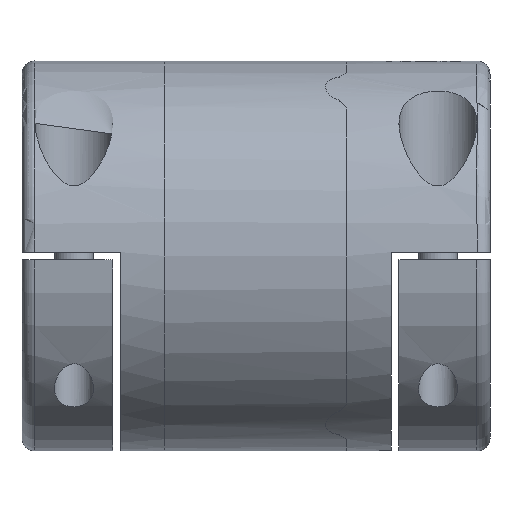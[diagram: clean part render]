
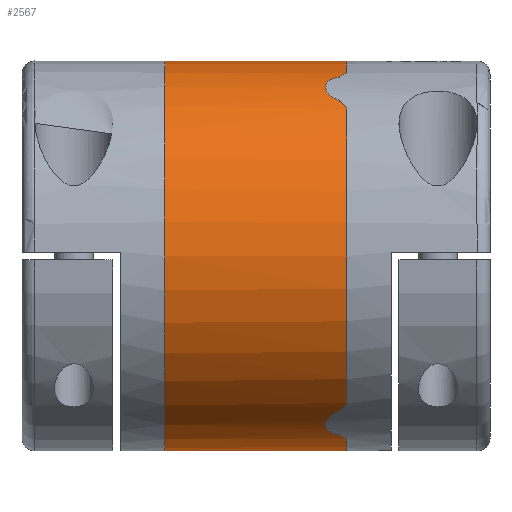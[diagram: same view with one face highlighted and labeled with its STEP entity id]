
A CAD part, front view. The second image highlights one B-rep face of the part: STEP entity #2567.
In plain terms, the highlighted cylindrical face has radius 15 mm (diameter 30 mm), a full revolution.
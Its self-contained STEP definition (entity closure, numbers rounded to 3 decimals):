
#49=ELLIPSE('',#2806,18.312,15.);
#50=ELLIPSE('',#2808,18.312,15.);
#51=ELLIPSE('',#2809,18.312,15.);
#52=ELLIPSE('',#2811,18.312,15.);
#53=ELLIPSE('',#2812,18.312,15.);
#54=ELLIPSE('',#2814,18.312,15.);
#55=ELLIPSE('',#2815,18.312,15.);
#56=ELLIPSE('',#2817,18.312,15.);
#211=CIRCLE('',#2807,15.);
#212=CIRCLE('',#2810,15.);
#213=CIRCLE('',#2813,15.);
#214=CIRCLE('',#2816,15.);
#888=ORIENTED_EDGE('',*,*,#1489,.T.);
#889=ORIENTED_EDGE('',*,*,#1490,.T.);
#890=ORIENTED_EDGE('',*,*,#1491,.T.);
#891=ORIENTED_EDGE('',*,*,#1492,.T.);
#892=ORIENTED_EDGE('',*,*,#1493,.T.);
#893=ORIENTED_EDGE('',*,*,#1494,.T.);
#894=ORIENTED_EDGE('',*,*,#1495,.T.);
#895=ORIENTED_EDGE('',*,*,#1496,.T.);
#896=ORIENTED_EDGE('',*,*,#1497,.T.);
#897=ORIENTED_EDGE('',*,*,#1498,.T.);
#898=ORIENTED_EDGE('',*,*,#1499,.F.);
#899=ORIENTED_EDGE('',*,*,#1500,.T.);
#900=ORIENTED_EDGE('',*,*,#1501,.T.);
#901=ORIENTED_EDGE('',*,*,#1502,.T.);
#902=ORIENTED_EDGE('',*,*,#1503,.F.);
#903=ORIENTED_EDGE('',*,*,#1504,.T.);
#1489=EDGE_CURVE('',#1813,#1814,#49,.F.);
#1490=EDGE_CURVE('',#1814,#1815,#211,.T.);
#1491=EDGE_CURVE('',#1815,#1816,#50,.F.);
#1492=EDGE_CURVE('',#1816,#1817,#1996,.T.);
#1493=EDGE_CURVE('',#1817,#1818,#51,.F.);
#1494=EDGE_CURVE('',#1818,#1819,#212,.T.);
#1495=EDGE_CURVE('',#1819,#1820,#52,.F.);
#1496=EDGE_CURVE('',#1820,#1813,#1997,.T.);
#1497=EDGE_CURVE('',#1821,#1822,#1998,.T.);
#1498=EDGE_CURVE('',#1822,#1823,#53,.F.);
#1499=EDGE_CURVE('',#1824,#1823,#213,.T.);
#1500=EDGE_CURVE('',#1824,#1825,#54,.F.);
#1501=EDGE_CURVE('',#1825,#1826,#1999,.T.);
#1502=EDGE_CURVE('',#1826,#1827,#55,.F.);
#1503=EDGE_CURVE('',#1828,#1827,#214,.T.);
#1504=EDGE_CURVE('',#1828,#1821,#56,.F.);
#1813=VERTEX_POINT('',#4102);
#1814=VERTEX_POINT('',#4103);
#1815=VERTEX_POINT('',#4105);
#1816=VERTEX_POINT('',#4107);
#1817=VERTEX_POINT('',#4115);
#1818=VERTEX_POINT('',#4117);
#1819=VERTEX_POINT('',#4119);
#1820=VERTEX_POINT('',#4121);
#1821=VERTEX_POINT('',#4136);
#1822=VERTEX_POINT('',#4137);
#1823=VERTEX_POINT('',#4139);
#1824=VERTEX_POINT('',#4141);
#1825=VERTEX_POINT('',#4143);
#1826=VERTEX_POINT('',#4151);
#1827=VERTEX_POINT('',#4153);
#1828=VERTEX_POINT('',#4155);
#1996=B_SPLINE_CURVE_WITH_KNOTS('',3,(#4108,#4109,#4110,#4111,#4112,#4113,
#4114),.UNSPECIFIED.,.F.,.F.,(4,1,1,1,4),(0.,0.001,
0.002,0.003,0.004),
 .UNSPECIFIED.);
#1997=B_SPLINE_CURVE_WITH_KNOTS('',3,(#4122,#4123,#4124,#4125,#4126,#4127,
#4128),.UNSPECIFIED.,.F.,.F.,(4,1,1,1,4),(0.,0.001,
0.002,0.003,0.004),
 .UNSPECIFIED.);
#1998=B_SPLINE_CURVE_WITH_KNOTS('',3,(#4129,#4130,#4131,#4132,#4133,#4134,
#4135),.UNSPECIFIED.,.F.,.F.,(4,1,1,1,4),(0.,0.001,0.002,
0.003,0.004),.UNSPECIFIED.);
#1999=B_SPLINE_CURVE_WITH_KNOTS('',3,(#4144,#4145,#4146,#4147,#4148,#4149,
#4150),.UNSPECIFIED.,.F.,.F.,(4,1,1,1,4),(0.,0.001,0.002,
0.003,0.004),.UNSPECIFIED.);
#2098=EDGE_LOOP('',(#888,#889,#890,#891,#892,#893,#894,#895));
#2099=EDGE_LOOP('',(#896,#897,#898,#899,#900,#901,#902,#903));
#2324=FACE_BOUND('',#2098,.T.);
#2325=FACE_BOUND('',#2099,.T.);
#2485=CYLINDRICAL_SURFACE('',#2805,15.);
#2567=ADVANCED_FACE('',(#2324,#2325),#2485,.T.);
#2805=AXIS2_PLACEMENT_3D('',#4100,#3234,#3235);
#2806=AXIS2_PLACEMENT_3D('',#4101,#3236,#3237);
#2807=AXIS2_PLACEMENT_3D('',#4104,#3238,#3239);
#2808=AXIS2_PLACEMENT_3D('',#4106,#3240,#3241);
#2809=AXIS2_PLACEMENT_3D('',#4116,#3242,#3243);
#2810=AXIS2_PLACEMENT_3D('',#4118,#3244,#3245);
#2811=AXIS2_PLACEMENT_3D('',#4120,#3246,#3247);
#2812=AXIS2_PLACEMENT_3D('',#4138,#3248,#3249);
#2813=AXIS2_PLACEMENT_3D('',#4140,#3250,#3251);
#2814=AXIS2_PLACEMENT_3D('',#4142,#3252,#3253);
#2815=AXIS2_PLACEMENT_3D('',#4152,#3254,#3255);
#2816=AXIS2_PLACEMENT_3D('',#4154,#3256,#3257);
#2817=AXIS2_PLACEMENT_3D('',#4156,#3258,#3259);
#3234=DIRECTION('',(1.,0.,0.));
#3235=DIRECTION('',(0.,0.,-1.));
#3236=DIRECTION('',(-0.819,-0.574,0.));
#3237=DIRECTION('',(0.574,-0.819,0.));
#3238=DIRECTION('',(1.,0.,0.));
#3239=DIRECTION('',(0.,0.,-1.));
#3240=DIRECTION('',(-0.819,-0.574,0.));
#3241=DIRECTION('',(0.574,-0.819,0.));
#3242=DIRECTION('',(-0.819,0.574,0.));
#3243=DIRECTION('',(0.574,0.819,0.));
#3244=DIRECTION('',(1.,0.,0.));
#3245=DIRECTION('',(0.,0.,-1.));
#3246=DIRECTION('',(-0.819,0.574,0.));
#3247=DIRECTION('',(0.574,0.819,0.));
#3248=DIRECTION('',(0.819,-0.574,0.));
#3249=DIRECTION('',(0.574,0.819,0.));
#3250=DIRECTION('',(1.,0.,0.));
#3251=DIRECTION('',(0.,0.,-1.));
#3252=DIRECTION('',(0.819,-0.574,0.));
#3253=DIRECTION('',(0.574,0.819,0.));
#3254=DIRECTION('',(0.819,0.574,0.));
#3255=DIRECTION('',(0.574,-0.819,0.));
#3256=DIRECTION('',(1.,0.,0.));
#3257=DIRECTION('',(0.,0.,-1.));
#3258=DIRECTION('',(0.819,0.574,0.));
#3259=DIRECTION('',(0.574,-0.819,0.));
#4100=CARTESIAN_POINT('',(14.,0.,0.));
#4101=CARTESIAN_POINT('',(6.902,0.,0.));
#4102=CARTESIAN_POINT('',(0.564,9.05,-11.962));
#4103=CARTESIAN_POINT('',(0.,9.856,-11.307));
#4104=CARTESIAN_POINT('',(0.,0.,0.));
#4105=CARTESIAN_POINT('',(0.,9.856,11.307));
#4106=CARTESIAN_POINT('',(6.902,0.,0.));
#4107=CARTESIAN_POINT('',(0.564,9.05,11.962));
#4108=CARTESIAN_POINT('',(0.564,9.05,11.962));
#4109=CARTESIAN_POINT('',(0.905,8.926,12.056));
#4110=CARTESIAN_POINT('',(1.441,8.482,12.385));
#4111=CARTESIAN_POINT('',(1.743,7.551,12.978));
#4112=CARTESIAN_POINT('',(1.485,6.558,13.503));
#4113=CARTESIAN_POINT('',(0.913,6.076,13.715));
#4114=CARTESIAN_POINT('',(0.564,5.95,13.77));
#4115=CARTESIAN_POINT('',(0.564,5.95,13.77));
#4116=CARTESIAN_POINT('',(-3.602,0.,0.));
#4117=CARTESIAN_POINT('',(0.,5.144,14.091));
#4118=CARTESIAN_POINT('',(0.,0.,0.));
#4119=CARTESIAN_POINT('',(0.,5.144,-14.091));
#4120=CARTESIAN_POINT('',(-3.602,0.,0.));
#4121=CARTESIAN_POINT('',(0.564,5.95,-13.77));
#4122=CARTESIAN_POINT('',(0.564,5.95,-13.77));
#4123=CARTESIAN_POINT('',(0.913,6.076,-13.715));
#4124=CARTESIAN_POINT('',(1.486,6.558,-13.503));
#4125=CARTESIAN_POINT('',(1.743,7.554,-12.976));
#4126=CARTESIAN_POINT('',(1.438,8.485,-12.383));
#4127=CARTESIAN_POINT('',(0.906,8.926,-12.056));
#4128=CARTESIAN_POINT('',(0.564,9.05,-11.962));
#4129=CARTESIAN_POINT('',(13.436,-9.05,11.962));
#4130=CARTESIAN_POINT('',(13.095,-8.926,12.056));
#4131=CARTESIAN_POINT('',(12.559,-8.482,12.385));
#4132=CARTESIAN_POINT('',(12.257,-7.551,12.978));
#4133=CARTESIAN_POINT('',(12.515,-6.558,13.503));
#4134=CARTESIAN_POINT('',(13.087,-6.076,13.715));
#4135=CARTESIAN_POINT('',(13.436,-5.95,13.77));
#4136=CARTESIAN_POINT('',(13.436,-9.05,11.962));
#4137=CARTESIAN_POINT('',(13.436,-5.95,13.77));
#4138=CARTESIAN_POINT('',(17.602,0.,0.));
#4139=CARTESIAN_POINT('',(14.,-5.144,14.091));
#4140=CARTESIAN_POINT('',(14.,0.,0.));
#4141=CARTESIAN_POINT('',(14.,-5.144,-14.091));
#4142=CARTESIAN_POINT('',(17.602,0.,0.));
#4143=CARTESIAN_POINT('',(13.436,-5.95,-13.77));
#4144=CARTESIAN_POINT('',(13.436,-5.95,-13.77));
#4145=CARTESIAN_POINT('',(13.087,-6.076,-13.715));
#4146=CARTESIAN_POINT('',(12.514,-6.558,-13.503));
#4147=CARTESIAN_POINT('',(12.257,-7.554,-12.976));
#4148=CARTESIAN_POINT('',(12.562,-8.485,-12.383));
#4149=CARTESIAN_POINT('',(13.094,-8.926,-12.056));
#4150=CARTESIAN_POINT('',(13.436,-9.05,-11.962));
#4151=CARTESIAN_POINT('',(13.436,-9.05,-11.962));
#4152=CARTESIAN_POINT('',(7.098,0.,0.));
#4153=CARTESIAN_POINT('',(14.,-9.856,-11.307));
#4154=CARTESIAN_POINT('',(14.,0.,0.));
#4155=CARTESIAN_POINT('',(14.,-9.856,11.307));
#4156=CARTESIAN_POINT('',(7.098,0.,0.));
